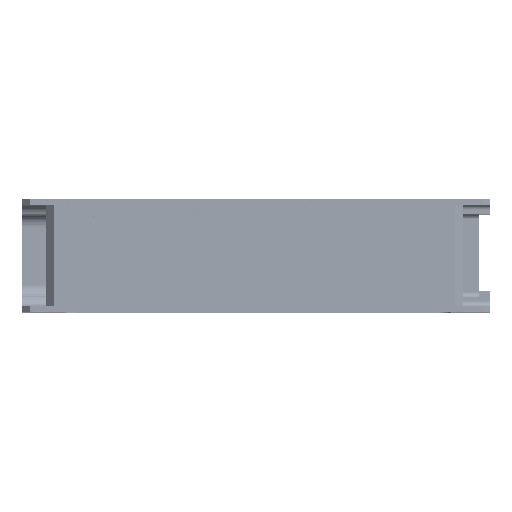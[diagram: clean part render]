
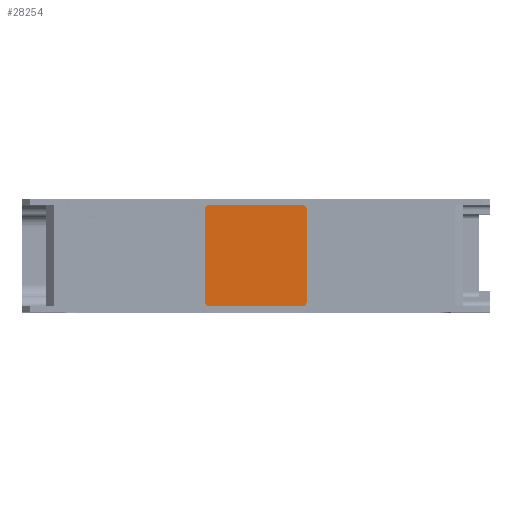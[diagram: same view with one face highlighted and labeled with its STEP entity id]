
A CAD part, top view. The second image highlights one B-rep face of the part: STEP entity #28254.
In plain terms, the highlighted planar face has unit normal (0, 0, 1).
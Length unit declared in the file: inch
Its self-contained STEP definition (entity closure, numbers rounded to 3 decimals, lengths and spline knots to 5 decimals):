
#3473=FACE_OUTER_BOUND('',#6428,.T.);
#6428=EDGE_LOOP('',(#24912,#24913,#24914,#24915,#24916,#24917,#24918,#24919));
#8907=CIRCLE('',#31524,0.09);
#8912=CIRCLE('',#31539,0.09);
#8913=CIRCLE('',#31542,0.09);
#8914=CIRCLE('',#31544,0.09);
#10092=LINE('',#46697,#12044);
#10324=LINE('',#47327,#12276);
#10331=LINE('',#47343,#12283);
#10342=LINE('',#47372,#12294);
#12044=VECTOR('',#38265,0.3937);
#12276=VECTOR('',#38941,0.3937);
#12283=VECTOR('',#38956,0.3937);
#12294=VECTOR('',#38989,0.3937);
#15215=VERTEX_POINT('',#46694);
#15216=VERTEX_POINT('',#46696);
#15391=VERTEX_POINT('',#47321);
#15392=VERTEX_POINT('',#47325);
#15396=VERTEX_POINT('',#47340);
#15397=VERTEX_POINT('',#47342);
#15403=VERTEX_POINT('',#47366);
#15404=VERTEX_POINT('',#47370);
#18437=EDGE_CURVE('',#15215,#15216,#10092,.T.);
#18751=EDGE_CURVE('',#15391,#15215,#8907,.T.);
#18753=EDGE_CURVE('',#15392,#15391,#10324,.T.);
#18761=EDGE_CURVE('',#15396,#15397,#10331,.T.);
#18774=EDGE_CURVE('',#15403,#15392,#8912,.T.);
#18776=EDGE_CURVE('',#15404,#15403,#10342,.T.);
#18777=EDGE_CURVE('',#15397,#15404,#8913,.T.);
#18778=EDGE_CURVE('',#15216,#15396,#8914,.T.);
#24912=ORIENTED_EDGE('',*,*,#18751,.F.);
#24913=ORIENTED_EDGE('',*,*,#18753,.F.);
#24914=ORIENTED_EDGE('',*,*,#18774,.F.);
#24915=ORIENTED_EDGE('',*,*,#18776,.F.);
#24916=ORIENTED_EDGE('',*,*,#18777,.F.);
#24917=ORIENTED_EDGE('',*,*,#18761,.F.);
#24918=ORIENTED_EDGE('',*,*,#18778,.F.);
#24919=ORIENTED_EDGE('',*,*,#18437,.F.);
#27429=PLANE('',#31545);
#28254=ADVANCED_FACE('',(#3473),#27429,.T.);
#31524=AXIS2_PLACEMENT_3D('',#47323,#38936,#38937);
#31539=AXIS2_PLACEMENT_3D('',#47368,#38984,#38985);
#31542=AXIS2_PLACEMENT_3D('',#47374,#38992,#38993);
#31544=AXIS2_PLACEMENT_3D('',#47376,#38996,#38997);
#31545=AXIS2_PLACEMENT_3D('',#47377,#38998,#38999);
#38265=DIRECTION('',(-1.,0.,0.));
#38936=DIRECTION('center_axis',(0.,0.,-1.));
#38937=DIRECTION('ref_axis',(0.,-1.,0.));
#38941=DIRECTION('',(0.,-1.,0.));
#38956=DIRECTION('',(0.,1.,0.));
#38984=DIRECTION('center_axis',(0.,0.,-1.));
#38985=DIRECTION('ref_axis',(1.,0.,0.));
#38989=DIRECTION('',(1.,0.,0.));
#38992=DIRECTION('center_axis',(0.,0.,-1.));
#38993=DIRECTION('ref_axis',(0.,1.,0.));
#38996=DIRECTION('center_axis',(0.,0.,-1.));
#38997=DIRECTION('ref_axis',(-1.,0.,0.));
#38998=DIRECTION('center_axis',(0.,0.,1.));
#38999=DIRECTION('ref_axis',(-1.,0.,0.));
#46694=CARTESIAN_POINT('',(-12.83552,0.1,3.14068));
#46696=CARTESIAN_POINT('',(-14.42552,0.1,3.14068));
#46697=CARTESIAN_POINT('',(-12.83552,0.1,3.14068));
#47321=CARTESIAN_POINT('',(-12.74552,0.19,3.14068));
#47323=CARTESIAN_POINT('Origin',(-12.83552,0.19,3.14068));
#47325=CARTESIAN_POINT('',(-12.74552,1.77,3.14068));
#47327=CARTESIAN_POINT('',(-12.74552,1.77,3.14068));
#47340=CARTESIAN_POINT('',(-14.51552,0.19,3.14068));
#47342=CARTESIAN_POINT('',(-14.51552,1.77,3.14068));
#47343=CARTESIAN_POINT('',(-14.51552,0.19,3.14068));
#47366=CARTESIAN_POINT('',(-12.83552,1.86,3.14068));
#47368=CARTESIAN_POINT('Origin',(-12.83552,1.77,3.14068));
#47370=CARTESIAN_POINT('',(-14.42552,1.86,3.14068));
#47372=CARTESIAN_POINT('',(-14.42552,1.86,3.14068));
#47374=CARTESIAN_POINT('Origin',(-14.42552,1.77,3.14068));
#47376=CARTESIAN_POINT('Origin',(-14.42552,0.19,3.14068));
#47377=CARTESIAN_POINT('Origin',(-13.63052,0.98,3.14068));
